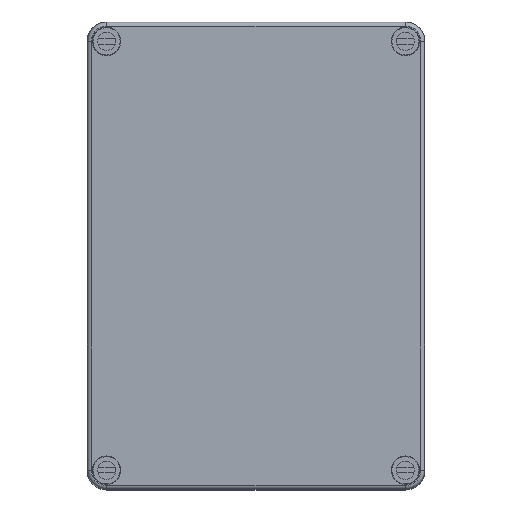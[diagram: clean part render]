
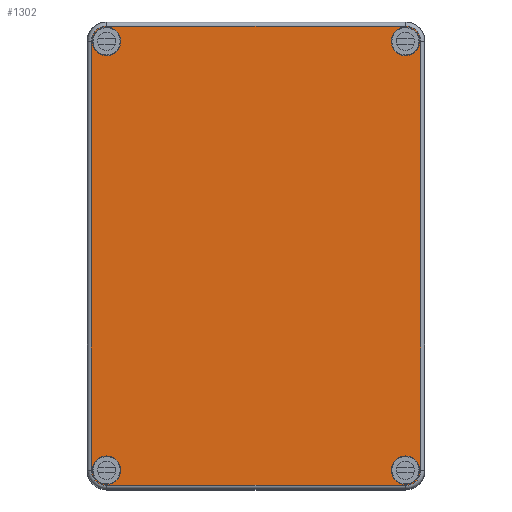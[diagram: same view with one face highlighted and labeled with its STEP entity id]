
A CAD part, top view. The second image highlights one B-rep face of the part: STEP entity #1302.
In plain terms, the highlighted planar face has unit normal (0, 0, 1).
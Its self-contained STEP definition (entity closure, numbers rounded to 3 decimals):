
#1302 = ADVANCED_FACE( '', ( #2962, #2963, #2964, #2965, #2966 ), #2967, .F. );
#2962 = FACE_BOUND( '', #5059, .T. );
#2963 = FACE_BOUND( '', #5060, .T. );
#2964 = FACE_BOUND( '', #5061, .T. );
#2965 = FACE_BOUND( '', #5062, .T. );
#2966 = FACE_OUTER_BOUND( '', #5063, .T. );
#2967 = PLANE( '', #5064 );
#5059 = EDGE_LOOP( '', ( #8664 ) );
#5060 = EDGE_LOOP( '', ( #8665 ) );
#5061 = EDGE_LOOP( '', ( #8666 ) );
#5062 = EDGE_LOOP( '', ( #8667 ) );
#5063 = EDGE_LOOP( '', ( #8668, #8669, #8670, #8671, #8672, #8673, #8674, #8675 ) );
#5064 = AXIS2_PLACEMENT_3D( '', #8676, #8677, #8678 );
#8664 = ORIENTED_EDGE( '', *, *, #11973, .F. );
#8665 = ORIENTED_EDGE( '', *, *, #11765, .F. );
#8666 = ORIENTED_EDGE( '', *, *, #12154, .F. );
#8667 = ORIENTED_EDGE( '', *, *, #13061, .F. );
#8668 = ORIENTED_EDGE( '', *, *, #13062, .T. );
#8669 = ORIENTED_EDGE( '', *, *, #12625, .F. );
#8670 = ORIENTED_EDGE( '', *, *, #13063, .T. );
#8671 = ORIENTED_EDGE( '', *, *, #11832, .T. );
#8672 = ORIENTED_EDGE( '', *, *, #13064, .F. );
#8673 = ORIENTED_EDGE( '', *, *, #12167, .T. );
#8674 = ORIENTED_EDGE( '', *, *, #13013, .F. );
#8675 = ORIENTED_EDGE( '', *, *, #12299, .F. );
#8676 = CARTESIAN_POINT( '', ( -63.356, 82.5, 18. ) );
#8677 = DIRECTION( '', ( 0., 0., -1. ) );
#8678 = DIRECTION( '', ( -1., 0., 0. ) );
#11765 = EDGE_CURVE( '', #13900, #13900, #13901, .T. );
#11832 = EDGE_CURVE( '', #14020, #14018, #14021, .T. );
#11973 = EDGE_CURVE( '', #14264, #14264, #14265, .T. );
#12154 = EDGE_CURVE( '', #14584, #14584, #14585, .T. );
#12167 = EDGE_CURVE( '', #14607, #14605, #14608, .T. );
#12299 = EDGE_CURVE( '', #14830, #14828, #14832, .T. );
#12625 = EDGE_CURVE( '', #15362, #15359, #15364, .T. );
#13013 = EDGE_CURVE( '', #14828, #14605, #15947, .T. );
#13061 = EDGE_CURVE( '', #16014, #16014, #16015, .T. );
#13062 = EDGE_CURVE( '', #14830, #15359, #16016, .T. );
#13063 = EDGE_CURVE( '', #15362, #14020, #16017, .T. );
#13064 = EDGE_CURVE( '', #14607, #14018, #16018, .T. );
#13900 = VERTEX_POINT( '', #17056 );
#13901 = CIRCLE( '', #17057, 5.5 );
#14018 = VERTEX_POINT( '', #17239 );
#14020 = VERTEX_POINT( '', #17241 );
#14021 = LINE( '', #17242, #17243 );
#14264 = VERTEX_POINT( '', #17614 );
#14265 = CIRCLE( '', #17615, 5.5 );
#14584 = VERTEX_POINT( '', #18068 );
#14585 = CIRCLE( '', #18069, 5.5 );
#14605 = VERTEX_POINT( '', #18126 );
#14607 = VERTEX_POINT( '', #18128 );
#14608 = LINE( '', #18129, #18130 );
#14828 = VERTEX_POINT( '', #18419 );
#14830 = VERTEX_POINT( '', #18421 );
#14832 = LINE( '', #18423, #18424 );
#15359 = VERTEX_POINT( '', #19114 );
#15362 = VERTEX_POINT( '', #19118 );
#15364 = LINE( '', #19120, #19121 );
#15947 = CIRCLE( '', #19941, 5.856 );
#16014 = VERTEX_POINT( '', #20044 );
#16015 = CIRCLE( '', #20045, 5.5 );
#16016 = CIRCLE( '', #20046, 5.856 );
#16017 = CIRCLE( '', #20047, 5.856 );
#16018 = CIRCLE( '', #20048, 5.856 );
#17056 = CARTESIAN_POINT( '', ( -52., -82.5, 18. ) );
#17057 = AXIS2_PLACEMENT_3D( '', #21352, #21353, #21354 );
#17239 = CARTESIAN_POINT( '', ( -57.5, 88.356, 18. ) );
#17241 = CARTESIAN_POINT( '', ( 57.5, 88.356, 18. ) );
#17242 = CARTESIAN_POINT( '', ( 57.5, 88.356, 18. ) );
#17243 = VECTOR( '', #21441, 1000. );
#17614 = CARTESIAN_POINT( '', ( -52., 82.5, 18. ) );
#17615 = AXIS2_PLACEMENT_3D( '', #21619, #21620, #21621 );
#18068 = CARTESIAN_POINT( '', ( 63., -82.5, 18. ) );
#18069 = AXIS2_PLACEMENT_3D( '', #21878, #21879, #21880 );
#18126 = CARTESIAN_POINT( '', ( -63.356, -82.5, 18. ) );
#18128 = CARTESIAN_POINT( '', ( -63.356, 82.5, 18. ) );
#18129 = CARTESIAN_POINT( '', ( -63.356, 82.5, 18. ) );
#18130 = VECTOR( '', #21900, 1000. );
#18419 = CARTESIAN_POINT( '', ( -57.5, -88.356, 18. ) );
#18421 = CARTESIAN_POINT( '', ( 57.5, -88.356, 18. ) );
#18423 = CARTESIAN_POINT( '', ( 57.5, -88.356, 18. ) );
#18424 = VECTOR( '', #22093, 1000. );
#19114 = CARTESIAN_POINT( '', ( 63.356, -82.5, 18. ) );
#19118 = CARTESIAN_POINT( '', ( 63.356, 82.5, 18. ) );
#19120 = CARTESIAN_POINT( '', ( 63.356, 82.5, 18. ) );
#19121 = VECTOR( '', #22540, 1000. );
#19941 = AXIS2_PLACEMENT_3D( '', #22991, #22992, #22993 );
#20044 = CARTESIAN_POINT( '', ( 63., 82.5, 18. ) );
#20045 = AXIS2_PLACEMENT_3D( '', #23049, #23050, #23051 );
#20046 = AXIS2_PLACEMENT_3D( '', #23052, #23053, #23054 );
#20047 = AXIS2_PLACEMENT_3D( '', #23055, #23056, #23057 );
#20048 = AXIS2_PLACEMENT_3D( '', #23058, #23059, #23060 );
#21352 = CARTESIAN_POINT( '', ( -57.5, -82.5, 18. ) );
#21353 = DIRECTION( '', ( 0., 0., 1. ) );
#21354 = DIRECTION( '', ( 1., 0., 0. ) );
#21441 = DIRECTION( '', ( -1., 0., 0. ) );
#21619 = CARTESIAN_POINT( '', ( -57.5, 82.5, 18. ) );
#21620 = DIRECTION( '', ( 0., 0., 1. ) );
#21621 = DIRECTION( '', ( 1., 0., 0. ) );
#21878 = CARTESIAN_POINT( '', ( 57.5, -82.5, 18. ) );
#21879 = DIRECTION( '', ( 0., 0., 1. ) );
#21880 = DIRECTION( '', ( 1., 0., 0. ) );
#21900 = DIRECTION( '', ( 0., -1., 0. ) );
#22093 = DIRECTION( '', ( -1., 0., 0. ) );
#22540 = DIRECTION( '', ( 0., -1., 0. ) );
#22991 = CARTESIAN_POINT( '', ( -57.5, -82.5, 18. ) );
#22992 = DIRECTION( '', ( 0., 0., -1. ) );
#22993 = DIRECTION( '', ( -1., 0., 0. ) );
#23049 = CARTESIAN_POINT( '', ( 57.5, 82.5, 18. ) );
#23050 = DIRECTION( '', ( 0., 0., 1. ) );
#23051 = DIRECTION( '', ( 1., 0., 0. ) );
#23052 = CARTESIAN_POINT( '', ( 57.5, -82.5, 18. ) );
#23053 = DIRECTION( '', ( 0., 0., 1. ) );
#23054 = DIRECTION( '', ( 1., 0., 0. ) );
#23055 = CARTESIAN_POINT( '', ( 57.5, 82.5, 18. ) );
#23056 = DIRECTION( '', ( 0., 0., 1. ) );
#23057 = DIRECTION( '', ( 1., 0., 0. ) );
#23058 = CARTESIAN_POINT( '', ( -57.5, 82.5, 18. ) );
#23059 = DIRECTION( '', ( 0., 0., -1. ) );
#23060 = DIRECTION( '', ( -1., 0., 0. ) );
